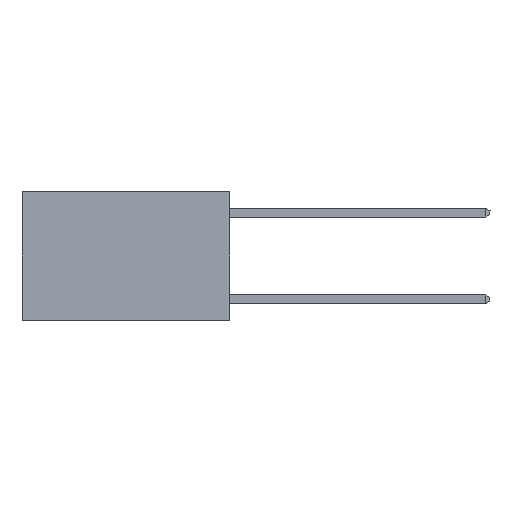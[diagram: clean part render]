
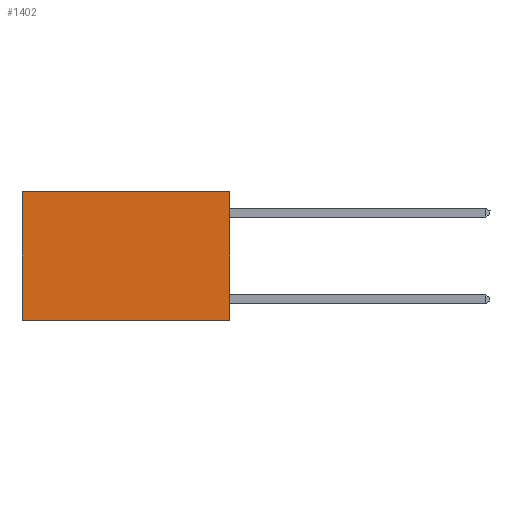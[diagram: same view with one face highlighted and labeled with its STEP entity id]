
A CAD part, left-side view. The second image highlights one B-rep face of the part: STEP entity #1402.
In plain terms, the highlighted planar face has unit normal (-1, 0, 0).
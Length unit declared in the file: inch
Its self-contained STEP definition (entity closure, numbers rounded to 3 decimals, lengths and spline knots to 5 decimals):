
#528 = VECTOR ( 'NONE', #3263, 39.37008 ) ;
#809 = DIRECTION ( 'NONE',  ( 0., 0., -1. ) ) ;
#840 = DIRECTION ( 'NONE',  ( 0., 0., -1. ) ) ;
#1151 = ORIENTED_EDGE ( 'NONE', *, *, #3679, .T. ) ;
#1207 = DIRECTION ( 'NONE',  ( 0., 0., -1. ) ) ;
#1261 = EDGE_CURVE ( 'NONE', #8946, #6397, #6818, .T. ) ;
#1398 = CARTESIAN_POINT ( 'NONE',  ( 0.2625, 0., 0. ) ) ;
#1402 = ADVANCED_FACE ( 'NONE', ( #2849 ), #7993, .F. ) ;
#2369 = LINE ( 'NONE', #1398, #3931 ) ;
#2849 = FACE_OUTER_BOUND ( 'NONE', #10240, .T. ) ;
#2875 = AXIS2_PLACEMENT_3D ( 'NONE', #5543, #6312, #809 ) ;
#3263 = DIRECTION ( 'NONE',  ( 0., 1., 0. ) ) ;
#3378 = CARTESIAN_POINT ( 'NONE',  ( 0.2625, 0., 0. ) ) ;
#3679 = EDGE_CURVE ( 'NONE', #6397, #6853, #8082, .T. ) ;
#3931 = VECTOR ( 'NONE', #1207, 39.37008 ) ;
#4422 = CARTESIAN_POINT ( 'NONE',  ( 0.2625, 0.6, 0. ) ) ;
#4801 = LINE ( 'NONE', #10884, #10564 ) ;
#5290 = CARTESIAN_POINT ( 'NONE',  ( 0.2625, 0.6, 0. ) ) ;
#5543 = CARTESIAN_POINT ( 'NONE',  ( 0.2625, 0., 0. ) ) ;
#6199 = VERTEX_POINT ( 'NONE', #8158 ) ;
#6312 = DIRECTION ( 'NONE',  ( 1., 0., 0. ) ) ;
#6397 = VERTEX_POINT ( 'NONE', #5290 ) ;
#6818 = LINE ( 'NONE', #3378, #528 ) ;
#6853 = VERTEX_POINT ( 'NONE', #8739 ) ;
#7993 = PLANE ( 'NONE',  #2875 ) ;
#8082 = LINE ( 'NONE', #4422, #11067 ) ;
#8158 = CARTESIAN_POINT ( 'NONE',  ( 0.2625, 0., -0.37 ) ) ;
#8352 = DIRECTION ( 'NONE',  ( 0., 1., 0. ) ) ;
#8677 = ORIENTED_EDGE ( 'NONE', *, *, #9741, .F. ) ;
#8739 = CARTESIAN_POINT ( 'NONE',  ( 0.2625, 0.6, -0.37 ) ) ;
#8946 = VERTEX_POINT ( 'NONE', #10538 ) ;
#9741 = EDGE_CURVE ( 'NONE', #8946, #6199, #2369, .T. ) ;
#9918 = ORIENTED_EDGE ( 'NONE', *, *, #10024, .F. ) ;
#10024 = EDGE_CURVE ( 'NONE', #6199, #6853, #4801, .T. ) ;
#10107 = ORIENTED_EDGE ( 'NONE', *, *, #1261, .T. ) ;
#10240 = EDGE_LOOP ( 'NONE', ( #1151, #9918, #8677, #10107 ) ) ;
#10538 = CARTESIAN_POINT ( 'NONE',  ( 0.2625, 0., 0. ) ) ;
#10564 = VECTOR ( 'NONE', #8352, 39.37008 ) ;
#10884 = CARTESIAN_POINT ( 'NONE',  ( 0.2625, 0., -0.37 ) ) ;
#11067 = VECTOR ( 'NONE', #840, 39.37008 ) ;
